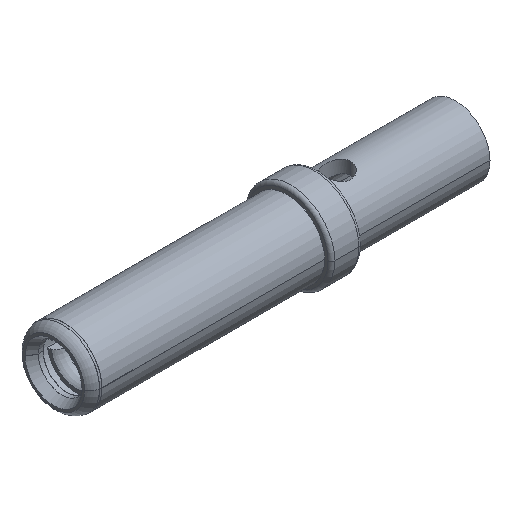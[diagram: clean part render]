
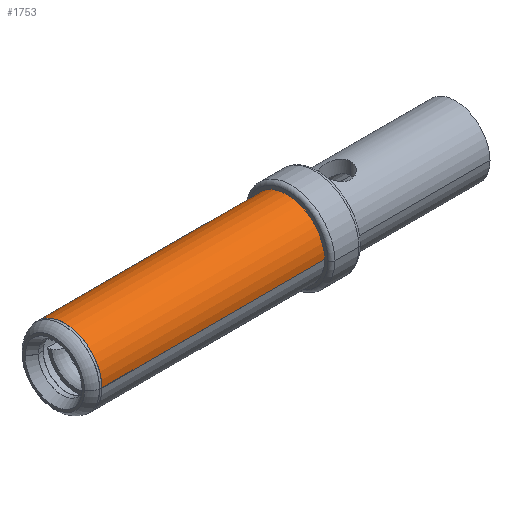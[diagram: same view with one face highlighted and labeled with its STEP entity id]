
A CAD part, isometric view. The second image highlights one B-rep face of the part: STEP entity #1753.
In plain terms, the highlighted cylindrical face has radius 1.421 mm (diameter 2.841 mm), a partial arc.
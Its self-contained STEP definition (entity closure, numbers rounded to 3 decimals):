
#1555=CARTESIAN_POINT('',(-0.004,0.,0.));
#1556=DIRECTION('',(1.,0.,0.));
#1557=DIRECTION('',(0.,1.,0.));
#1558=AXIS2_PLACEMENT_3D('',#1555,#1556,#1557);
#1560=DIRECTION('',(-1.,0.,0.));
#1561=VECTOR('',#1560,8.441);
#1562=CARTESIAN_POINT('',(-0.004,1.421,0.));
#1563=LINE('',#1562,#1561);
#1564=DIRECTION('',(-1.,0.,0.));
#1565=VECTOR('',#1564,8.441);
#1566=CARTESIAN_POINT('',(-0.004,-1.421,0.));
#1567=LINE('',#1566,#1565);
#1586=CARTESIAN_POINT('',(-8.446,0.,0.));
#1587=DIRECTION('',(1.,0.,0.));
#1588=DIRECTION('',(0.,1.,0.));
#1589=AXIS2_PLACEMENT_3D('',#1586,#1587,#1588);
#1685=CARTESIAN_POINT('',(-0.004,1.421,0.));
#1686=CARTESIAN_POINT('',(-8.446,1.421,0.));
#1687=VERTEX_POINT('',#1685);
#1688=VERTEX_POINT('',#1686);
#1703=CARTESIAN_POINT('',(-0.004,-1.421,0.));
#1704=CARTESIAN_POINT('',(-8.446,-1.421,0.));
#1705=VERTEX_POINT('',#1703);
#1706=VERTEX_POINT('',#1704);
#1739=CARTESIAN_POINT('',(-9.301,0.,0.));
#1740=DIRECTION('',(1.,0.,0.));
#1741=DIRECTION('',(0.,-1.,0.));
#1742=AXIS2_PLACEMENT_3D('',#1739,#1740,#1741);
#1743=CYLINDRICAL_SURFACE('',#1742,1.421);
#1745=ORIENTED_EDGE('',*,*,#1744,.F.);
#1746=ORIENTED_EDGE('',*,*,#1726,.T.);
#1748=ORIENTED_EDGE('',*,*,#1747,.T.);
#1750=ORIENTED_EDGE('',*,*,#1749,.F.);
#1751=EDGE_LOOP('',(#1745,#1746,#1748,#1750));
#1752=FACE_OUTER_BOUND('',#1751,.F.);
#1753=ADVANCED_FACE('',(#1752),#1743,.T.);
#1559=CIRCLE('',#1558,1.421);
#1590=CIRCLE('',#1589,1.421);
#1726=EDGE_CURVE('',#1687,#1705,#1559,.T.);
#1744=EDGE_CURVE('',#1687,#1688,#1563,.T.);
#1747=EDGE_CURVE('',#1705,#1706,#1567,.T.);
#1749=EDGE_CURVE('',#1688,#1706,#1590,.T.);
